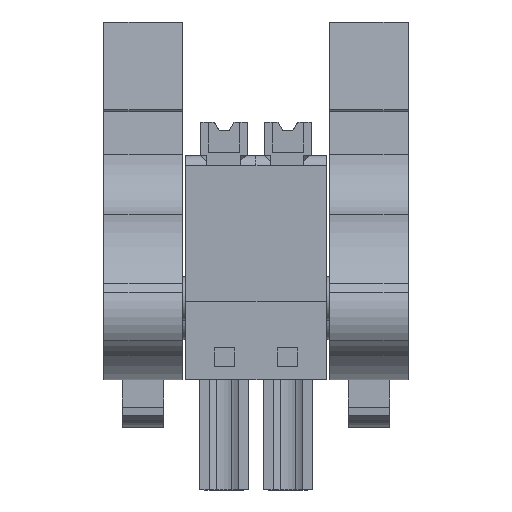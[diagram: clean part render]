
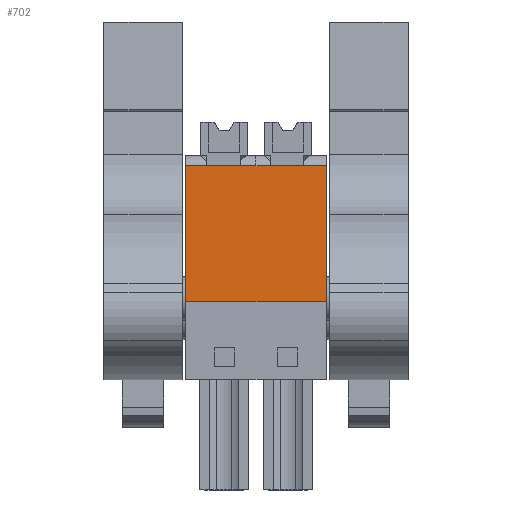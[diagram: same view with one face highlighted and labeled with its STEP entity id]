
A CAD part, front view. The second image highlights one B-rep face of the part: STEP entity #702.
In plain terms, the highlighted planar face has unit normal (0, -1, 0).
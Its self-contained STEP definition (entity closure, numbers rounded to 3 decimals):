
#682=AXIS2_PLACEMENT_3D('Plane Axis2P3D',#679,#680,#681) ;
#77=CARTESIAN_POINT('Vertex',(4.9,2.029,11.25)) ;
#80=CARTESIAN_POINT('Line Origine',(4.9,2.029,15.325)) ;
#84=CARTESIAN_POINT('Vertex',(4.9,2.029,19.4)) ;
#659=CARTESIAN_POINT('Line Origine',(9.105,2.029,11.25)) ;
#663=CARTESIAN_POINT('Vertex',(13.31,2.029,11.25)) ;
#679=CARTESIAN_POINT('Axis2P3D Location',(4.8,2.029,19.4)) ;
#684=CARTESIAN_POINT('Line Origine',(9.105,2.029,19.4)) ;
#688=CARTESIAN_POINT('Vertex',(13.31,2.029,19.4)) ;
#691=CARTESIAN_POINT('Line Origine',(13.31,2.029,15.325)) ;
#81=DIRECTION('Vector Direction',(0.,0.,1.)) ;
#660=DIRECTION('Vector Direction',(1.,0.,0.)) ;
#680=DIRECTION('Axis2P3D Direction',(0.,-1.,0.)) ;
#681=DIRECTION('Axis2P3D XDirection',(0.,0.,-1.)) ;
#685=DIRECTION('Vector Direction',(1.,0.,0.)) ;
#692=DIRECTION('Vector Direction',(0.,0.,-1.)) ;
#82=VECTOR('Line Direction',#81,1.) ;
#661=VECTOR('Line Direction',#660,1.) ;
#686=VECTOR('Line Direction',#685,1.) ;
#693=VECTOR('Line Direction',#692,1.) ;
#697=ORIENTED_EDGE('',*,*,#690,.F.) ;
#698=ORIENTED_EDGE('',*,*,#86,.F.) ;
#699=ORIENTED_EDGE('',*,*,#665,.T.) ;
#700=ORIENTED_EDGE('',*,*,#695,.F.) ;
#702=ADVANCED_FACE('HOUSING',(#701),#683,.T.) ;
#86=EDGE_CURVE('',#78,#85,#83,.T.) ;
#665=EDGE_CURVE('',#78,#664,#662,.T.) ;
#690=EDGE_CURVE('',#85,#689,#687,.T.) ;
#695=EDGE_CURVE('',#689,#664,#694,.T.) ;
#696=EDGE_LOOP('',(#697,#698,#699,#700)) ;
#701=FACE_OUTER_BOUND('',#696,.T.) ;
#83=LINE('Line',#80,#82) ;
#662=LINE('Line',#659,#661) ;
#687=LINE('Line',#684,#686) ;
#694=LINE('Line',#691,#693) ;
#683=PLANE('',#682) ;
#78=VERTEX_POINT('',#77) ;
#85=VERTEX_POINT('',#84) ;
#664=VERTEX_POINT('',#663) ;
#689=VERTEX_POINT('',#688) ;
